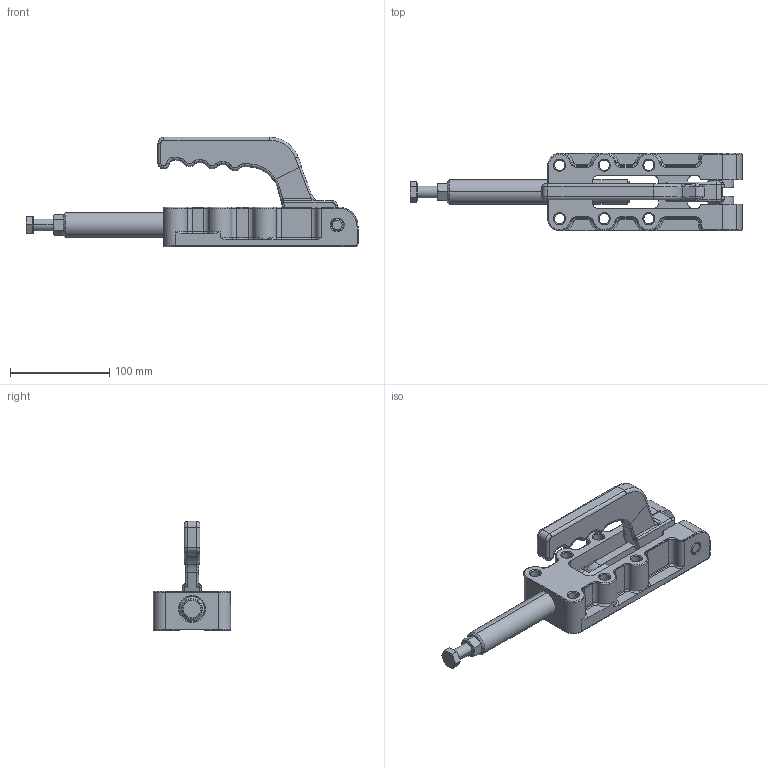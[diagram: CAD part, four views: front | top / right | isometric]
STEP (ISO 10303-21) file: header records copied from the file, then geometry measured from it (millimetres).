
FILE_DESCRIPTION(('CATIA V5 STEP Exchange'),'2;1');
FILE_NAME('SCHUBSTANGENSPANNER_TS_P_2500_357889.stp','2018-08-16T12:03:59+00:00',('none'),('none'),'CATIA Version 5 Release 19 SP 9 (IN-10)','CATIA V5 STEP AP214','none');
FILE_SCHEMA(('AUTOMOTIVE_DESIGN { 1 0 10303 214 1 1 1 1 }'));
Length unit declared in the file: millimetre
Products named in the file (1): SCHUBSTANGENSPANNER_TS_P_2500_357889
Bounding box: 335 x 78 x 110.5 mm (x, y, z)
Volume: 519030.5 mm3; surface area: 111023.7 mm2
Topology: 1 solids, 4 shells, 470 faces, 1229 edges, 763 vertices
Faces by surface type: cylinder 193, plane 93, torus 88, cone 70, bspline 22, sphere 4
Entity records: 15710 total; most frequent: CARTESIAN_POINT 4755, ORIENTED_EDGE 2430, DIRECTION 1863, EDGE_CURVE 1215, AXIS2_PLACEMENT_3D 991, VERTEX_POINT 763, CIRCLE 552, EDGE_LOOP 506
